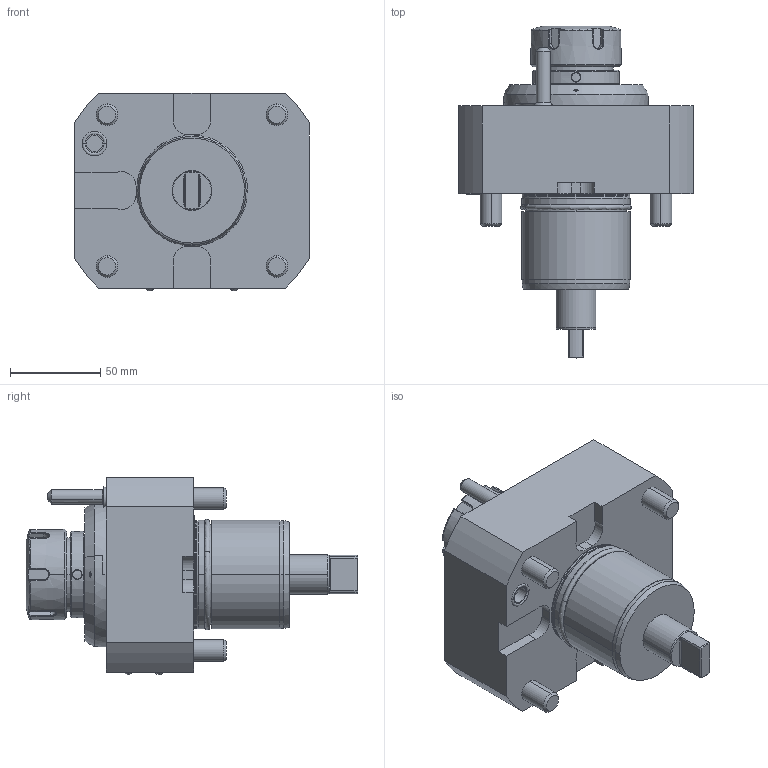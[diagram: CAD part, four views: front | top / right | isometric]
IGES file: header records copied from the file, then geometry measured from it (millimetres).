
Start section:  PTC IGES file: ngt2_60_101_32_1_ms.igs
Global section: file name: ngt2_60_101_32_1_ms.igs; native system: Pro/ENGINEER by Parametric Technology Corporation; preprocessor: 2010280; author: vali; organization: Unknown; date: 20190424.124012; units: millimetre
Bounding box: 130 x 183.8 x 109.6 mm (x, y, z)
Volume: 934229.2 mm3; surface area: 78764.4 mm2
Topology: 2 solids, 2 shells, 267 faces, 637 edges, 395 vertices
Faces by surface type: revolution 146, bspline 121
